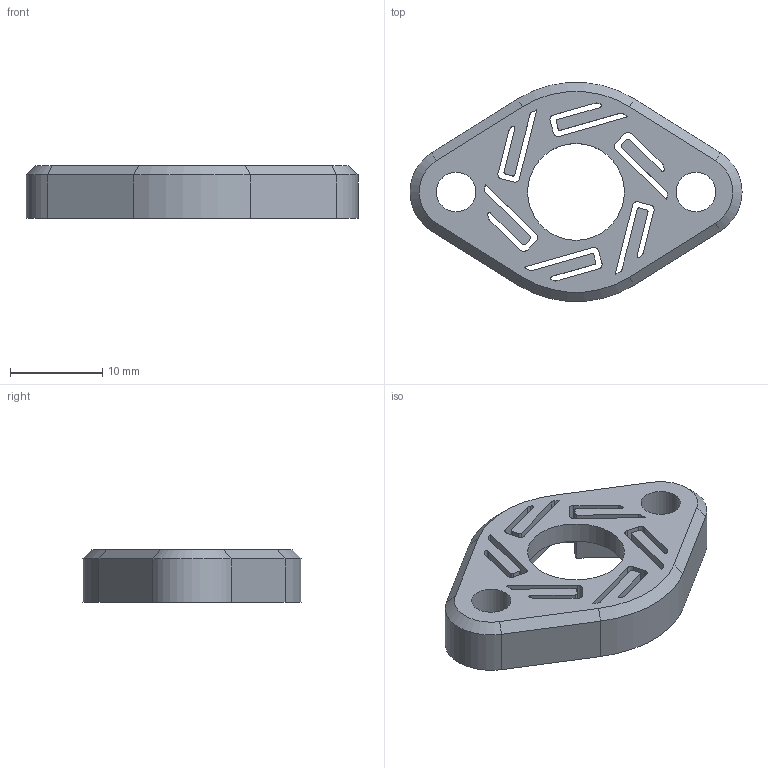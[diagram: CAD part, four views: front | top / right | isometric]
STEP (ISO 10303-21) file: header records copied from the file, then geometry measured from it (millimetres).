
FILE_DESCRIPTION(/* description */ (''),/* implementation_level */ '2;1');
FILE_NAME(/* name */ '02_41__XP__Fix_Bearing_GE5C___V1.1.step',/* time_stamp */ '2025-04-03T11:26:55+02:00',/* author */ (''),/* organization */ (''),/* preprocessor_version */ 'ST-DEVELOPER v20.1',/* originating_system */ 'Autodesk Translation Framework v14.4.0.0',/* authorisation */ '');
FILE_SCHEMA (('AUTOMOTIVE_DESIGN { 1 0 10303 214 3 1 1 }'));
Length unit declared in the file: millimetre
Products named in the file (1): 02_41__XP__Fix_Bearing_GE5C___V1.1
Bounding box: 36 x 23.72 x 5.7 mm (x, y, z)
Volume: 1891.9 mm3; surface area: 2370.3 mm2
Topology: 1 solids, 1 shells, 102 faces, 305 edges, 200 vertices
Faces by surface type: cylinder 49, plane 47, cone 6
Full cylindrical faces by diameter (mm): 4.3 x2, 10.5 x1
Entity records: 3541 total; most frequent: DIRECTION 627, ORIENTED_EDGE 610, CARTESIAN_POINT 608, EDGE_CURVE 305, AXIS2_PLACEMENT_3D 219, VERTEX_POINT 200, LINE 189, VECTOR 189
